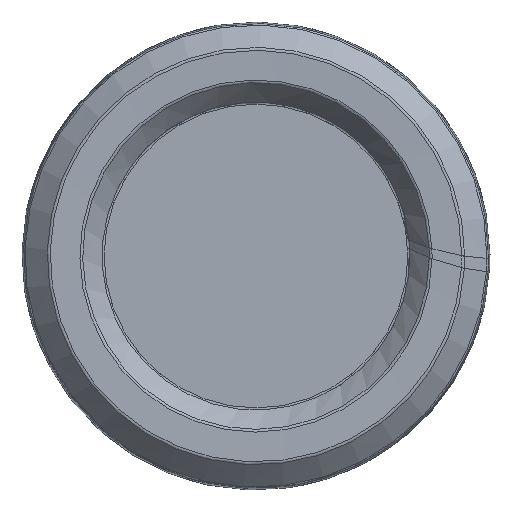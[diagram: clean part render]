
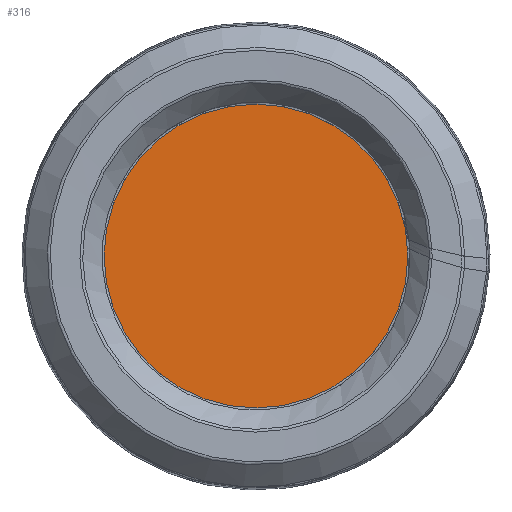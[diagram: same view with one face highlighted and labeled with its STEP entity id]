
A CAD part, left-side view. The second image highlights one B-rep face of the part: STEP entity #316.
In plain terms, the highlighted planar face has unit normal (-1, 0, 0).
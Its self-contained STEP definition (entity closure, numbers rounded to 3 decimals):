
#59=PLANE('',#930);
#316=ADVANCED_FACE('',(#394),#59,.F.);
#394=FACE_OUTER_BOUND('',#442,.T.);
#442=EDGE_LOOP('',(#678));
#523=CIRCLE('',#928,29.276);
#678=ORIENTED_EDGE('',*,*,#827,.T.);
#743=VERTEX_POINT('',#1852);
#827=EDGE_CURVE('',#743,#743,#523,.T.);
#928=AXIS2_PLACEMENT_3D('',#1851,#1087,#1088);
#930=AXIS2_PLACEMENT_3D('',#1854,#1091,#1092);
#1087=DIRECTION('',(-1.,0.,0.));
#1088=DIRECTION('',(0.,-1.,0.));
#1091=DIRECTION('',(1.,0.,0.));
#1092=DIRECTION('',(0.,1.,0.));
#1851=CARTESIAN_POINT('',(5.,0.,0.));
#1852=CARTESIAN_POINT('',(5.,-29.276,0.));
#1854=CARTESIAN_POINT('',(5.,13.,0.));
